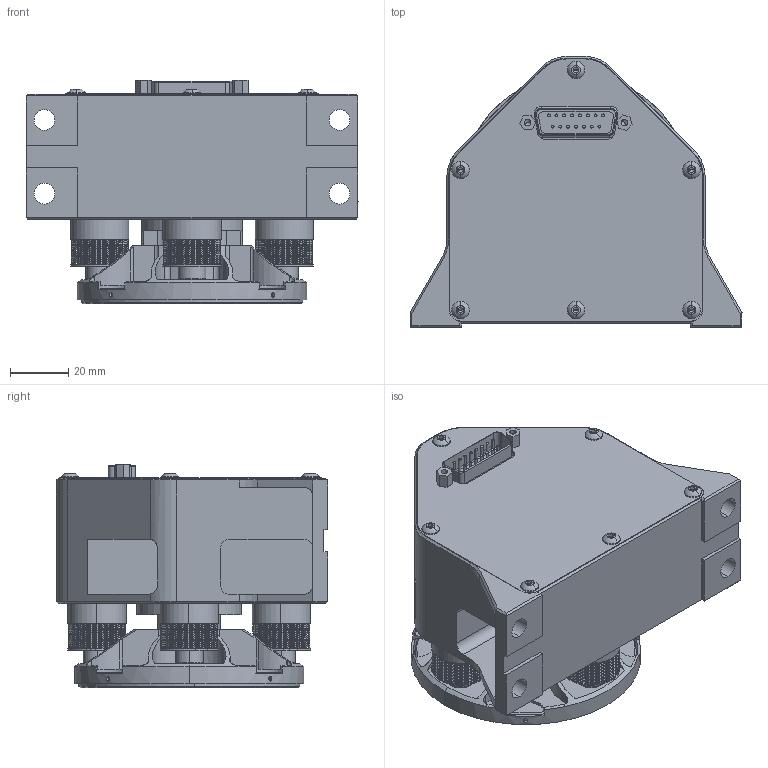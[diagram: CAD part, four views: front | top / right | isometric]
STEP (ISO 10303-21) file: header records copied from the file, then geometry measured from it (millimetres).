
FILE_DESCRIPTION (( 'STEP AP203' ), '1' );
FILE_NAME ('Simple 3 Inch Mirror.STEP', '2009-11-18T05:41:17', ( 'Don' ), ( 'None' ), 'SwSTEP 2.0', 'SolidWorks 2007', '' );
FILE_SCHEMA (( 'CONFIG_CONTROL_DESIGN' ));
Length unit declared in the file: inch
Products named in the file (14): New Glass OIM3500 3 inch circular mirror Rev D; Large Cylinder Magnet; Silicon Mirror; Simple 3  Inch Mirror; OIM9001 Large Bobbin; SIMPLE OIM3340 Outer Gimbal Base; SIMPLE OIM3370 3 Inch Baseplate; Jack Screw digikey pn 7233K-nd_short; coil; 15 PIN D-SUB MALE; Spacer 8402K-ND; OIM3310 V3 cover; Socket Button Head Cap Screw_AI_SBHCSCREW 0.125-44x0.125-HX-N; Simple glass carrier
Assembly tree (29 placements, depth 3):
  Simple 3  Inch Mirror
    coil  x4
    Spacer 8402K-ND  x2
    15 PIN D-SUB MALE
    SIMPLE OIM3340 Outer Gimbal Base
    OIM9001 Large Bobbin  x4
    Socket Button Head Cap Screw_AI_SBHCSCREW 0.125-44x0.125-HX-N  x6
    Jack Screw digikey pn 7233K-nd_short  x2
    OIM3310 V3 cover
    Simple glass carrier
      Large Cylinder Magnet  x4
      Silicon Mirror
      New Glass OIM3500 3 inch circular mirror Rev D
    SIMPLE OIM3370 3 Inch Baseplate
Bounding box: 114.3 x 93.34 x 76.99 mm (x, y, z)
Volume: 220182.3 mm3; surface area: 117958.5 mm2
Topology: 95 solids, 95 shells, 1365 faces, 3308 edges, 2055 vertices
Faces by surface type: cylinder 560, plane 472, torus 250, cone 71, sphere 12
Entity records: 32931 total; most frequent: CARTESIAN_POINT 6460, DIRECTION 5485, ORIENTED_EDGE 4940, EDGE_CURVE 2470, AXIS2_PLACEMENT_3D 2139, VERTEX_POINT 1594, LINE 1207, VECTOR 1207
